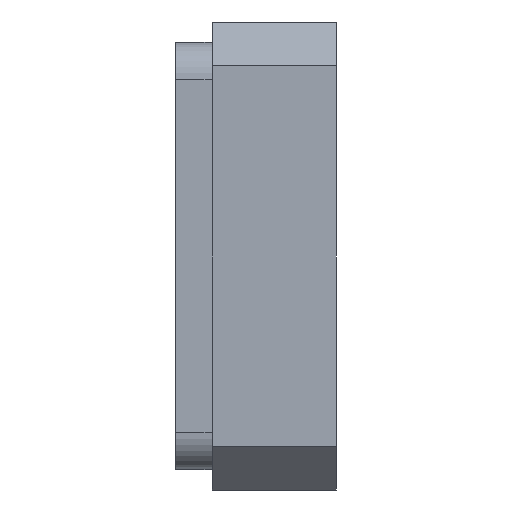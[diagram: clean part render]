
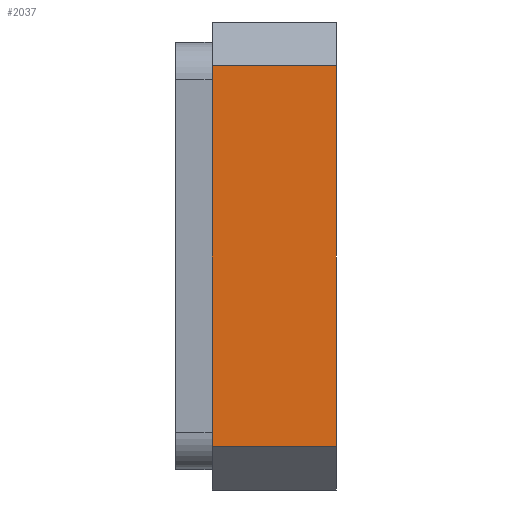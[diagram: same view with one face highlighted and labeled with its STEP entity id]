
A CAD part, left-side view. The second image highlights one B-rep face of the part: STEP entity #2037.
In plain terms, the highlighted planar face has unit normal (-1, 0, 0).
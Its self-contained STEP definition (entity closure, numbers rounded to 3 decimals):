
#150 = ORIENTED_EDGE ( 'NONE', *, *, #2635, .T. ) ;
#243 = EDGE_CURVE ( 'NONE', #1191, #2800, #3155, .T. ) ;
#268 = ORIENTED_EDGE ( 'NONE', *, *, #3131, .T. ) ;
#590 = ORIENTED_EDGE ( 'NONE', *, *, #1372, .F. ) ;
#602 = VECTOR ( 'NONE', #2199, 1000. ) ;
#611 = VERTEX_POINT ( 'NONE', #1910 ) ;
#785 = FACE_OUTER_BOUND ( 'NONE', #855, .T. ) ;
#801 = DIRECTION ( 'NONE',  ( 0., 0., 1. ) ) ;
#855 = EDGE_LOOP ( 'NONE', ( #268, #590, #3319, #150 ) ) ;
#926 = LINE ( 'NONE', #1584, #2968 ) ;
#1062 = PLANE ( 'NONE',  #3024 ) ;
#1191 = VERTEX_POINT ( 'NONE', #2860 ) ;
#1372 = EDGE_CURVE ( 'NONE', #2800, #611, #926, .T. ) ;
#1398 = CARTESIAN_POINT ( 'NONE',  ( -2.5, 0.85, -1.3 ) ) ;
#1547 = LINE ( 'NONE', #3054, #602 ) ;
#1584 = CARTESIAN_POINT ( 'NONE',  ( -2.5, 0.85, 1.3 ) ) ;
#1653 = DIRECTION ( 'NONE',  ( 0., 0., -1. ) ) ;
#1693 = CARTESIAN_POINT ( 'NONE',  ( -2.5, 0., -1.3 ) ) ;
#1910 = CARTESIAN_POINT ( 'NONE',  ( -2.5, 0., 1.3 ) ) ;
#2037 = ADVANCED_FACE ( 'NONE', ( #785 ), #1062, .F. ) ;
#2151 = CARTESIAN_POINT ( 'NONE',  ( -2.5, 0., -1.3 ) ) ;
#2199 = DIRECTION ( 'NONE',  ( 0., -1., 0. ) ) ;
#2620 = VECTOR ( 'NONE', #801, 1000. ) ;
#2635 = EDGE_CURVE ( 'NONE', #1191, #2744, #1547, .T. ) ;
#2744 = VERTEX_POINT ( 'NONE', #1693 ) ;
#2765 = VECTOR ( 'NONE', #3577, 1000. ) ;
#2800 = VERTEX_POINT ( 'NONE', #3114 ) ;
#2860 = CARTESIAN_POINT ( 'NONE',  ( -2.5, 0.85, -1.3 ) ) ;
#2968 = VECTOR ( 'NONE', #3339, 1000. ) ;
#3024 = AXIS2_PLACEMENT_3D ( 'NONE', #3630, #3347, #1653 ) ;
#3054 = CARTESIAN_POINT ( 'NONE',  ( -2.5, 0.85, -1.3 ) ) ;
#3114 = CARTESIAN_POINT ( 'NONE',  ( -2.5, 0.85, 1.3 ) ) ;
#3131 = EDGE_CURVE ( 'NONE', #2744, #611, #3492, .T. ) ;
#3155 = LINE ( 'NONE', #1398, #2620 ) ;
#3319 = ORIENTED_EDGE ( 'NONE', *, *, #243, .F. ) ;
#3339 = DIRECTION ( 'NONE',  ( 0., -1., 0. ) ) ;
#3347 = DIRECTION ( 'NONE',  ( 1., 0., 0. ) ) ;
#3492 = LINE ( 'NONE', #2151, #2765 ) ;
#3577 = DIRECTION ( 'NONE',  ( 0., 0., 1. ) ) ;
#3630 = CARTESIAN_POINT ( 'NONE',  ( -2.5, 0.85, -1.3 ) ) ;
